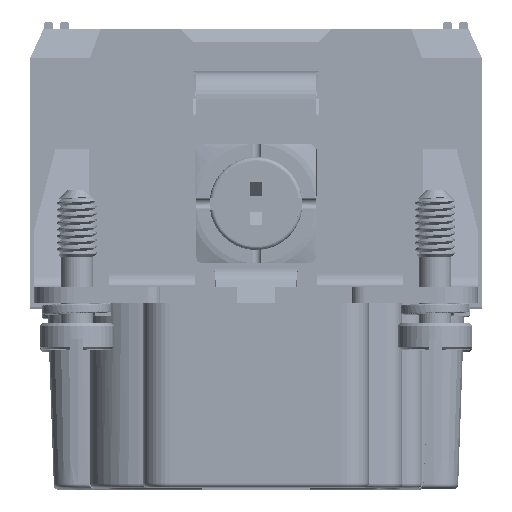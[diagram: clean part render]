
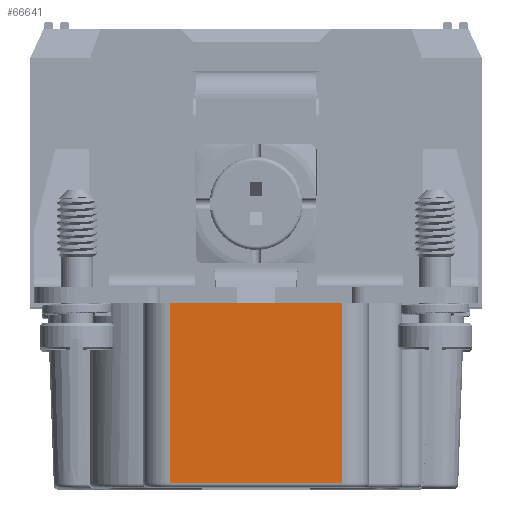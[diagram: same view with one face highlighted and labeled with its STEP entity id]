
A CAD part, top view. The second image highlights one B-rep face of the part: STEP entity #66641.
In plain terms, the highlighted planar face has unit normal (0, 0, 1).
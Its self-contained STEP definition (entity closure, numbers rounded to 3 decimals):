
#7766=PLANE('',#199323);
#16476=LINE('',#274617,#38050);
#16645=LINE('',#275277,#38219);
#16923=LINE('',#276348,#38497);
#16924=LINE('',#276350,#38498);
#38050=VECTOR('',#217109,1.);
#38219=VECTOR('',#217588,1.);
#38497=VECTOR('',#218454,1.);
#38498=VECTOR('',#218457,1.);
#66641=ADVANCED_FACE('',(#76701),#7766,.T.);
#76701=FACE_OUTER_BOUND('',#86196,.T.);
#86196=EDGE_LOOP('',(#101930,#101931,#101932,#101933));
#101930=ORIENTED_EDGE('',*,*,#172707,.T.);
#101931=ORIENTED_EDGE('',*,*,#172074,.T.);
#101932=ORIENTED_EDGE('',*,*,#172706,.T.);
#101933=ORIENTED_EDGE('',*,*,#172321,.F.);
#153591=VERTEX_POINT('',#274616);
#153592=VERTEX_POINT('',#274618);
#153733=VERTEX_POINT('',#275274);
#153734=VERTEX_POINT('',#275278);
#172074=EDGE_CURVE('',#153592,#153591,#16476,.T.);
#172321=EDGE_CURVE('',#153733,#153734,#16645,.T.);
#172706=EDGE_CURVE('',#153591,#153734,#16923,.T.);
#172707=EDGE_CURVE('',#153733,#153592,#16924,.T.);
#199323=AXIS2_PLACEMENT_3D('',#276351,#218458,#218459);
#217109=DIRECTION('',(-1.,0.,0.));
#217588=DIRECTION('',(-1.,0.,0.));
#218454=DIRECTION('',(0.,-1.,0.));
#218457=DIRECTION('',(0.,1.,0.));
#218458=DIRECTION('',(0.,0.,1.));
#218459=DIRECTION('',(-1.,0.,0.));
#274616=CARTESIAN_POINT('',(-6.5,1.9,25.5));
#274617=CARTESIAN_POINT('',(17.,1.9,25.5));
#274618=CARTESIAN_POINT('',(6.5,1.9,25.5));
#275274=CARTESIAN_POINT('',(6.5,-11.7,25.5));
#275277=CARTESIAN_POINT('',(6.5,-11.7,25.5));
#275278=CARTESIAN_POINT('',(-6.5,-11.7,25.5));
#276348=CARTESIAN_POINT('',(-6.5,0.,25.5));
#276350=CARTESIAN_POINT('',(6.5,-12.,25.5));
#276351=CARTESIAN_POINT('',(17.,0.,25.5));
